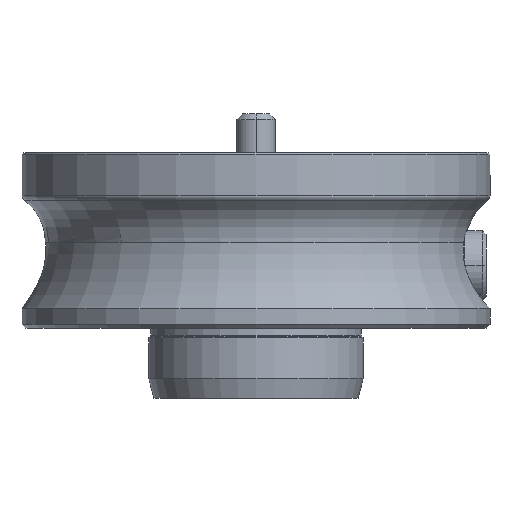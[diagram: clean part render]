
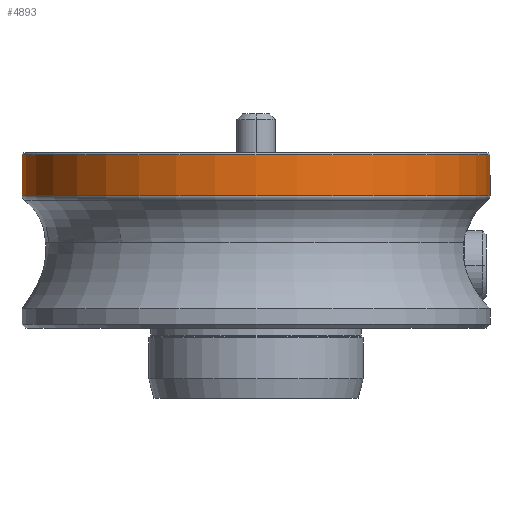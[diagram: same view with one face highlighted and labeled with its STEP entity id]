
A CAD part, front view. The second image highlights one B-rep face of the part: STEP entity #4893.
In plain terms, the highlighted cylindrical face has radius 60 mm (diameter 120 mm), a partial arc.
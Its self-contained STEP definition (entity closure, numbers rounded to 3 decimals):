
#399 = DIRECTION ( 'NONE',  ( 0., 0., 1. ) ) ;
#429 = LINE ( 'NONE', #926, #4721 ) ;
#482 = VERTEX_POINT ( 'NONE', #2257 ) ;
#559 = VERTEX_POINT ( 'NONE', #1555 ) ;
#636 = DIRECTION ( 'NONE',  ( 1., 0., 0. ) ) ;
#669 = DIRECTION ( 'NONE',  ( 0., 0., 1. ) ) ;
#922 = ORIENTED_EDGE ( 'NONE', *, *, #2442, .T. ) ;
#926 = CARTESIAN_POINT ( 'NONE',  ( 60., 0., 56.413 ) ) ;
#945 = VERTEX_POINT ( 'NONE', #4669 ) ;
#1145 = DIRECTION ( 'NONE',  ( 0., 0., 1. ) ) ;
#1336 = CIRCLE ( 'NONE', #4714, 60. ) ;
#1555 = CARTESIAN_POINT ( 'NONE',  ( 60., 0., 44.5 ) ) ;
#1594 = CARTESIAN_POINT ( 'NONE',  ( -60., 0., 56.413 ) ) ;
#1645 = AXIS2_PLACEMENT_3D ( 'NONE', #4590, #4122, #3587 ) ;
#2061 = ORIENTED_EDGE ( 'NONE', *, *, #5988, .T. ) ;
#2257 = CARTESIAN_POINT ( 'NONE',  ( 60., 0., 33.971 ) ) ;
#2442 = EDGE_CURVE ( 'NONE', #559, #5101, #1336, .T. ) ;
#2479 = CARTESIAN_POINT ( 'NONE',  ( 0., 0., 44.5 ) ) ;
#2773 = EDGE_CURVE ( 'NONE', #945, #5101, #5842, .T. ) ;
#2799 = AXIS2_PLACEMENT_3D ( 'NONE', #2956, #669, #636 ) ;
#2904 = CYLINDRICAL_SURFACE ( 'NONE', #2799, 60. ) ;
#2956 = CARTESIAN_POINT ( 'NONE',  ( 0., 0., 56.413 ) ) ;
#3090 = DIRECTION ( 'NONE',  ( -1., 0., 0. ) ) ;
#3484 = CIRCLE ( 'NONE', #1645, 60. ) ;
#3587 = DIRECTION ( 'NONE',  ( -1., 0., 0. ) ) ;
#3929 = DIRECTION ( 'NONE',  ( 0., 0., -1. ) ) ;
#4027 = ORIENTED_EDGE ( 'NONE', *, *, #2773, .F. ) ;
#4045 = FACE_OUTER_BOUND ( 'NONE', #4571, .T. ) ;
#4122 = DIRECTION ( 'NONE',  ( 0., 0., 1. ) ) ;
#4301 = EDGE_CURVE ( 'NONE', #482, #559, #429, .T. ) ;
#4571 = EDGE_LOOP ( 'NONE', ( #4027, #2061, #5730, #922 ) ) ;
#4590 = CARTESIAN_POINT ( 'NONE',  ( 0., 0., 33.971 ) ) ;
#4669 = CARTESIAN_POINT ( 'NONE',  ( -60., 0., 33.971 ) ) ;
#4714 = AXIS2_PLACEMENT_3D ( 'NONE', #2479, #3929, #3090 ) ;
#4721 = VECTOR ( 'NONE', #399, 1000. ) ;
#4893 = ADVANCED_FACE ( 'NONE', ( #4045 ), #2904, .T. ) ;
#5101 = VERTEX_POINT ( 'NONE', #5549 ) ;
#5201 = VECTOR ( 'NONE', #1145, 1000. ) ;
#5549 = CARTESIAN_POINT ( 'NONE',  ( -60., 0., 44.5 ) ) ;
#5730 = ORIENTED_EDGE ( 'NONE', *, *, #4301, .T. ) ;
#5842 = LINE ( 'NONE', #1594, #5201 ) ;
#5988 = EDGE_CURVE ( 'NONE', #945, #482, #3484, .T. ) ;
